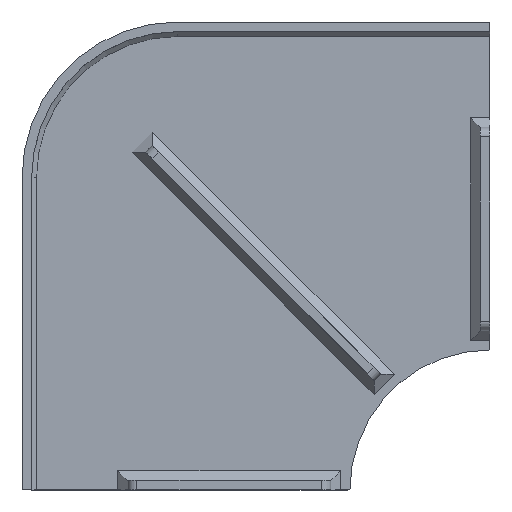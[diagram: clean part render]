
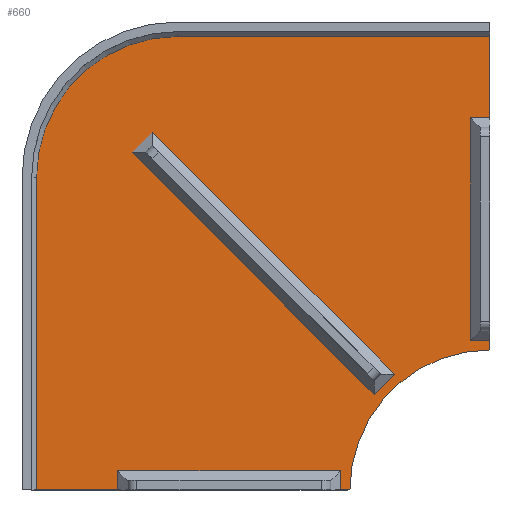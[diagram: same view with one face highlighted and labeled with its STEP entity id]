
A CAD part, top view. The second image highlights one B-rep face of the part: STEP entity #660.
In plain terms, the highlighted planar face has unit normal (0, 0, 1).
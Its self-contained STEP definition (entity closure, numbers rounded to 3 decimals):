
#2 = CARTESIAN_POINT ( 'NONE',  ( -62.5, 0., 4. ) ) ;
#7 = LINE ( 'NONE', #206, #1919 ) ;
#23 = LINE ( 'NONE', #125, #504 ) ;
#25 = CARTESIAN_POINT ( 'NONE',  ( -45.608, 42.78, 4. ) ) ;
#32 = ORIENTED_EDGE ( 'NONE', *, *, #429, .F. ) ;
#39 = EDGE_CURVE ( 'NONE', #1187, #1932, #1581, .T. ) ;
#53 = DIRECTION ( 'NONE',  ( 0., -1., 0. ) ) ;
#54 = VERTEX_POINT ( 'NONE', #452 ) ;
#84 = EDGE_CURVE ( 'NONE', #821, #867, #647, .T. ) ;
#88 = CARTESIAN_POINT ( 'NONE',  ( -141.068, 149.553, 4. ) ) ;
#95 = ORIENTED_EDGE ( 'NONE', *, *, #486, .T. ) ;
#100 = ORIENTED_EDGE ( 'NONE', *, *, #455, .T. ) ;
#125 = CARTESIAN_POINT ( 'NONE',  ( 0., 0., 4. ) ) ;
#131 = VERTEX_POINT ( 'NONE', #1051 ) ;
#151 = VERTEX_POINT ( 'NONE', #1786 ) ;
#172 = VECTOR ( 'NONE', #1078, 1000. ) ;
#175 = DIRECTION ( 'NONE',  ( 0., 0., -1. ) ) ;
#203 = ORIENTED_EDGE ( 'NONE', *, *, #1615, .T. ) ;
#206 = CARTESIAN_POINT ( 'NONE',  ( -4., 62.5, 4. ) ) ;
#222 = CARTESIAN_POINT ( 'NONE',  ( -155.5, 8., 4. ) ) ;
#238 = ORIENTED_EDGE ( 'NONE', *, *, #1450, .T. ) ;
#248 = EDGE_CURVE ( 'NONE', #1942, #1149, #1624, .T. ) ;
#254 = VECTOR ( 'NONE', #1087, 1000. ) ;
#255 = CARTESIAN_POINT ( 'NONE',  ( -58.5, 0., 4. ) ) ;
#282 = EDGE_CURVE ( 'NONE', #1149, #417, #1043, .T. ) ;
#302 = CARTESIAN_POINT ( 'NONE',  ( -143.896, 146.725, 4. ) ) ;
#310 = ORIENTED_EDGE ( 'NONE', *, *, #39, .T. ) ;
#314 = DIRECTION ( 'NONE',  ( 1., 0., 0. ) ) ;
#333 = FACE_BOUND ( 'NONE', #1622, .T. ) ;
#341 = EDGE_CURVE ( 'NONE', #151, #1187, #922, .T. ) ;
#367 = CARTESIAN_POINT ( 'NONE',  ( -62.5, 8., 4. ) ) ;
#373 = VERTEX_POINT ( 'NONE', #826 ) ;
#388 = DIRECTION ( 'NONE',  ( -1., 0., 0. ) ) ;
#417 = VERTEX_POINT ( 'NONE', #808 ) ;
#419 = LINE ( 'NONE', #507, #1556 ) ;
#425 = CARTESIAN_POINT ( 'NONE',  ( -149.553, 141.068, 4. ) ) ;
#429 = EDGE_CURVE ( 'NONE', #1562, #472, #1343, .T. ) ;
#438 = CARTESIAN_POINT ( 'NONE',  ( -130.5, 189.5, 4. ) ) ;
#452 = CARTESIAN_POINT ( 'NONE',  ( -130.5, 189.5, 4. ) ) ;
#455 = EDGE_CURVE ( 'NONE', #131, #1942, #7, .T. ) ;
#472 = VERTEX_POINT ( 'NONE', #255 ) ;
#484 = VECTOR ( 'NONE', #1037, 1000. ) ;
#486 = EDGE_CURVE ( 'NONE', #54, #1181, #1233, .T. ) ;
#504 = VECTOR ( 'NONE', #1798, 1000. ) ;
#507 = CARTESIAN_POINT ( 'NONE',  ( -189.5, 0., 4. ) ) ;
#514 = VECTOR ( 'NONE', #314, 1000. ) ;
#541 = VECTOR ( 'NONE', #1059, 1000. ) ;
#550 = CARTESIAN_POINT ( 'NONE',  ( -130.5, 130.5, 4. ) ) ;
#576 = CARTESIAN_POINT ( 'NONE',  ( -155.5, 0., 4. ) ) ;
#579 = CARTESIAN_POINT ( 'NONE',  ( -8., 155.5, 4. ) ) ;
#593 = EDGE_CURVE ( 'NONE', #1743, #472, #23, .T. ) ;
#599 = CARTESIAN_POINT ( 'NONE',  ( -42.78, 51.265, 4. ) ) ;
#647 = LINE ( 'NONE', #890, #1390 ) ;
#660 = ADVANCED_FACE ( 'NONE', ( #333, #893 ), #1833, .F. ) ;
#697 = VECTOR ( 'NONE', #1684, 1000. ) ;
#719 = ORIENTED_EDGE ( 'NONE', *, *, #84, .T. ) ;
#722 = VECTOR ( 'NONE', #908, 1000. ) ;
#730 = ORIENTED_EDGE ( 'NONE', *, *, #1153, .T. ) ;
#741 = ORIENTED_EDGE ( 'NONE', *, *, #1652, .T. ) ;
#743 = EDGE_CURVE ( 'NONE', #805, #151, #1084, .T. ) ;
#773 = DIRECTION ( 'NONE',  ( 0., 1., 0. ) ) ;
#779 = CARTESIAN_POINT ( 'NONE',  ( -8., 151.5, 4. ) ) ;
#788 = LINE ( 'NONE', #599, #722 ) ;
#805 = VERTEX_POINT ( 'NONE', #1113 ) ;
#808 = CARTESIAN_POINT ( 'NONE',  ( 0., 155.5, 4. ) ) ;
#820 = VECTOR ( 'NONE', #773, 1000. ) ;
#821 = VERTEX_POINT ( 'NONE', #222 ) ;
#826 = CARTESIAN_POINT ( 'NONE',  ( -189.5, 0., 4. ) ) ;
#845 = DIRECTION ( 'NONE',  ( 0., 0., 1. ) ) ;
#867 = VERTEX_POINT ( 'NONE', #367 ) ;
#870 = VECTOR ( 'NONE', #1487, 1000. ) ;
#877 = VERTEX_POINT ( 'NONE', #1569 ) ;
#890 = CARTESIAN_POINT ( 'NONE',  ( -66.5, 8., 4. ) ) ;
#893 = FACE_OUTER_BOUND ( 'NONE', #1280, .T. ) ;
#908 = DIRECTION ( 'NONE',  ( 0.707, -0.707, 0. ) ) ;
#922 = LINE ( 'NONE', #927, #172 ) ;
#925 = ORIENTED_EDGE ( 'NONE', *, *, #1309, .T. ) ;
#927 = CARTESIAN_POINT ( 'NONE',  ( -146.725, 138.239, 4. ) ) ;
#978 = DIRECTION ( 'NONE',  ( 1., 0., 0. ) ) ;
#1002 = VECTOR ( 'NONE', #1463, 1000. ) ;
#1015 = CARTESIAN_POINT ( 'NONE',  ( -189.5, 130.5, 4. ) ) ;
#1037 = DIRECTION ( 'NONE',  ( 0.707, 0.707, 0. ) ) ;
#1043 = LINE ( 'NONE', #1360, #254 ) ;
#1051 = CARTESIAN_POINT ( 'NONE',  ( 0., 62.5, 4. ) ) ;
#1059 = DIRECTION ( 'NONE',  ( 0., -1., 0. ) ) ;
#1065 = DIRECTION ( 'NONE',  ( 0., 1., 0. ) ) ;
#1077 = AXIS2_PLACEMENT_3D ( 'NONE', #1691, #1708, #978 ) ;
#1078 = DIRECTION ( 'NONE',  ( -0.707, 0.707, 0. ) ) ;
#1084 = LINE ( 'NONE', #25, #697 ) ;
#1087 = DIRECTION ( 'NONE',  ( 1., 0., 0. ) ) ;
#1093 = LINE ( 'NONE', #1480, #1002 ) ;
#1113 = CARTESIAN_POINT ( 'NONE',  ( -39.952, 48.437, 4. ) ) ;
#1136 = CARTESIAN_POINT ( 'NONE',  ( -8., 62.5, 4. ) ) ;
#1149 = VERTEX_POINT ( 'NONE', #579 ) ;
#1151 = AXIS2_PLACEMENT_3D ( 'NONE', #1848, #175, #1537 ) ;
#1153 = EDGE_CURVE ( 'NONE', #877, #54, #1265, .T. ) ;
#1181 = VERTEX_POINT ( 'NONE', #1015 ) ;
#1187 = VERTEX_POINT ( 'NONE', #425 ) ;
#1188 = VECTOR ( 'NONE', #1065, 1000. ) ;
#1216 = VERTEX_POINT ( 'NONE', #576 ) ;
#1233 = CIRCLE ( 'NONE', #1928, 59. ) ;
#1265 = LINE ( 'NONE', #438, #870 ) ;
#1280 = EDGE_LOOP ( 'NONE', ( #1335, #1730, #925, #730, #95, #1878, #1923, #238, #719, #203, #1291, #32, #741, #100 ) ) ;
#1291 = ORIENTED_EDGE ( 'NONE', *, *, #593, .T. ) ;
#1309 = EDGE_CURVE ( 'NONE', #417, #877, #1903, .T. ) ;
#1315 = EDGE_CURVE ( 'NONE', #373, #1216, #1699, .T. ) ;
#1335 = ORIENTED_EDGE ( 'NONE', *, *, #248, .T. ) ;
#1343 = CIRCLE ( 'NONE', #1077, 58.5 ) ;
#1359 = ORIENTED_EDGE ( 'NONE', *, *, #743, .T. ) ;
#1360 = CARTESIAN_POINT ( 'NONE',  ( 0., 155.5, 4. ) ) ;
#1381 = CARTESIAN_POINT ( 'NONE',  ( -62.5, 0., 4. ) ) ;
#1390 = VECTOR ( 'NONE', #1643, 1000. ) ;
#1420 = VECTOR ( 'NONE', #1812, 1000. ) ;
#1450 = EDGE_CURVE ( 'NONE', #1216, #821, #1093, .T. ) ;
#1463 = DIRECTION ( 'NONE',  ( 0., 1., 0. ) ) ;
#1465 = LINE ( 'NONE', #1808, #1188 ) ;
#1480 = CARTESIAN_POINT ( 'NONE',  ( -155.5, 4., 4. ) ) ;
#1487 = DIRECTION ( 'NONE',  ( -1., 0., 0. ) ) ;
#1537 = DIRECTION ( 'NONE',  ( -1., 0., 0. ) ) ;
#1556 = VECTOR ( 'NONE', #53, 1000. ) ;
#1562 = VERTEX_POINT ( 'NONE', #1803 ) ;
#1569 = CARTESIAN_POINT ( 'NONE',  ( 0., 189.5, 4. ) ) ;
#1581 = LINE ( 'NONE', #302, #484 ) ;
#1615 = EDGE_CURVE ( 'NONE', #867, #1743, #1727, .T. ) ;
#1622 = EDGE_LOOP ( 'NONE', ( #1669, #310, #1821, #1359 ) ) ;
#1624 = LINE ( 'NONE', #779, #1420 ) ;
#1641 = EDGE_CURVE ( 'NONE', #1932, #805, #788, .T. ) ;
#1643 = DIRECTION ( 'NONE',  ( 1., 0., 0. ) ) ;
#1652 = EDGE_CURVE ( 'NONE', #1562, #131, #1465, .T. ) ;
#1669 = ORIENTED_EDGE ( 'NONE', *, *, #341, .T. ) ;
#1684 = DIRECTION ( 'NONE',  ( -0.707, -0.707, 0. ) ) ;
#1691 = CARTESIAN_POINT ( 'NONE',  ( 0., 0., 4. ) ) ;
#1699 = LINE ( 'NONE', #1950, #514 ) ;
#1708 = DIRECTION ( 'NONE',  ( 0., 0., 1. ) ) ;
#1727 = LINE ( 'NONE', #2, #541 ) ;
#1730 = ORIENTED_EDGE ( 'NONE', *, *, #282, .T. ) ;
#1743 = VERTEX_POINT ( 'NONE', #1381 ) ;
#1786 = CARTESIAN_POINT ( 'NONE',  ( -48.437, 39.952, 4. ) ) ;
#1798 = DIRECTION ( 'NONE',  ( 1., 0., 0. ) ) ;
#1802 = CARTESIAN_POINT ( 'NONE',  ( 0., 0., 4. ) ) ;
#1803 = CARTESIAN_POINT ( 'NONE',  ( 0., 58.5, 4. ) ) ;
#1808 = CARTESIAN_POINT ( 'NONE',  ( 0., 0., 4. ) ) ;
#1812 = DIRECTION ( 'NONE',  ( 0., 1., 0. ) ) ;
#1821 = ORIENTED_EDGE ( 'NONE', *, *, #1641, .T. ) ;
#1833 = PLANE ( 'NONE',  #1151 ) ;
#1848 = CARTESIAN_POINT ( 'NONE',  ( -130.5, 130.5, 4. ) ) ;
#1878 = ORIENTED_EDGE ( 'NONE', *, *, #1920, .T. ) ;
#1887 = DIRECTION ( 'NONE',  ( -1., 0., 0. ) ) ;
#1903 = LINE ( 'NONE', #1802, #820 ) ;
#1919 = VECTOR ( 'NONE', #388, 1000. ) ;
#1920 = EDGE_CURVE ( 'NONE', #1181, #373, #419, .T. ) ;
#1923 = ORIENTED_EDGE ( 'NONE', *, *, #1315, .T. ) ;
#1928 = AXIS2_PLACEMENT_3D ( 'NONE', #550, #845, #1887 ) ;
#1932 = VERTEX_POINT ( 'NONE', #88 ) ;
#1942 = VERTEX_POINT ( 'NONE', #1136 ) ;
#1950 = CARTESIAN_POINT ( 'NONE',  ( 0., 0., 4. ) ) ;
